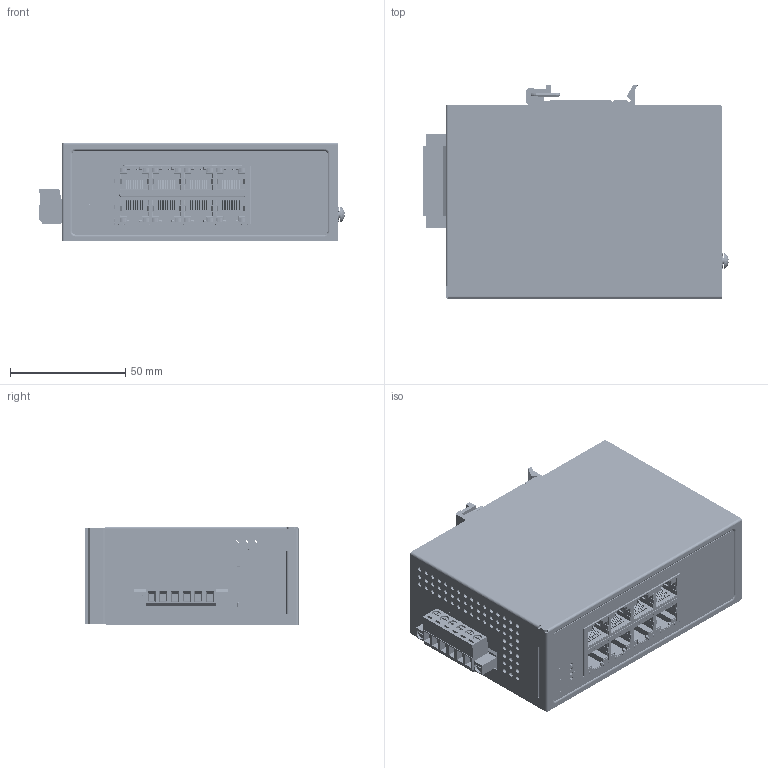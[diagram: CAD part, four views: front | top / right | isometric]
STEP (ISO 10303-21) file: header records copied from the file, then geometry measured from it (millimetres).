
FILE_DESCRIPTION (( 'STEP AP214' ), '1' );
FILE_NAME ('EKI-5728-MB.STEP', '2021-08-04T07:05:05', ( '' ), ( '' ), 'SwSTEP 2.0', 'SolidWorks 2020', '' );
FILE_SCHEMA (( 'AUTOMOTIVE_DESIGN' ));
Length unit declared in the file: millimetre
Products named in the file (1): EKI-5728-MB
Bounding box: 132.76 x 93.35 x 43 mm (x, y, z)
Volume: 301529.3 mm3; surface area: 140119.2 mm2
Topology: 192 solids, 205 shells, 8495 faces, 22930 edges, 15068 vertices
Faces by surface type: plane 6121, cylinder 1809, bspline 407, torus 75, cone 75, sphere 8
Entity records: 291352 total; most frequent: CARTESIAN_POINT 76378, ORIENTED_EDGE 45860, DIRECTION 40389, EDGE_CURVE 22930, VECTOR 17889, LINE 17889, VERTEX_POINT 15068, AXIS2_PLACEMENT_3D 11250
